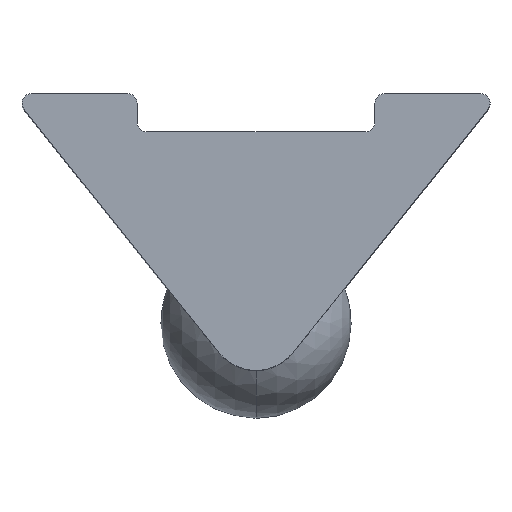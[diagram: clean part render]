
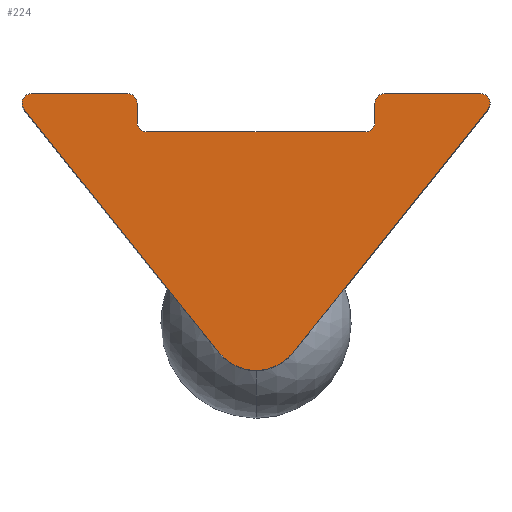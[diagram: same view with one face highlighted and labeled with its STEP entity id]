
A CAD part, top view. The second image highlights one B-rep face of the part: STEP entity #224.
In plain terms, the highlighted planar face has unit normal (0, 0, 1).
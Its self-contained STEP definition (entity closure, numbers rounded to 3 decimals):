
#4 = AXIS2_PLACEMENT_3D ( 'NONE', #134, #336, #63 ) ;
#16 = AXIS2_PLACEMENT_3D ( 'NONE', #444, #373, #239 ) ;
#27 = DIRECTION ( 'NONE',  ( 1., 0., 0. ) ) ;
#30 = CIRCLE ( 'NONE', #16, 0.2 ) ;
#34 = DIRECTION ( 'NONE',  ( 0., -1., 0. ) ) ;
#51 = CARTESIAN_POINT ( 'NONE',  ( 2.7, -0.2, 17.5 ) ) ;
#63 = DIRECTION ( 'NONE',  ( -1., 0., 0. ) ) ;
#79 = LINE ( 'NONE', #772, #175 ) ;
#82 = CIRCLE ( 'NONE', #248, 0.2 ) ;
#105 = VERTEX_POINT ( 'NONE', #507 ) ;
#132 = VERTEX_POINT ( 'NONE', #690 ) ;
#134 = CARTESIAN_POINT ( 'NONE',  ( 2.3, -0.6, 17.5 ) ) ;
#139 = ORIENTED_EDGE ( 'NONE', *, *, #452, .T. ) ;
#141 = EDGE_CURVE ( 'NONE', #328, #105, #663, .T. ) ;
#143 = EDGE_LOOP ( 'NONE', ( #726, #427, #183, #541, #563, #454, #263, #612, #646, #809, #196, #836, #139, #392, #308 ) ) ;
#146 = CARTESIAN_POINT ( 'NONE',  ( -4.72, 0., 17.5 ) ) ;
#147 = CIRCLE ( 'NONE', #832, 0.2 ) ;
#160 = CARTESIAN_POINT ( 'NONE',  ( 0., -4.82, 17.5 ) ) ;
#165 = LINE ( 'NONE', #325, #435 ) ;
#174 = CARTESIAN_POINT ( 'NONE',  ( 4.72, -0.2, 17.5 ) ) ;
#175 = VECTOR ( 'NONE', #645, 1000. ) ;
#179 = DIRECTION ( 'NONE',  ( 0., 0., 1. ) ) ;
#183 = ORIENTED_EDGE ( 'NONE', *, *, #261, .T. ) ;
#185 = EDGE_CURVE ( 'NONE', #354, #623, #596, .T. ) ;
#189 = DIRECTION ( 'NONE',  ( 0., 0., 1. ) ) ;
#192 = CARTESIAN_POINT ( 'NONE',  ( 2.5, -0.6, 17.5 ) ) ;
#196 = ORIENTED_EDGE ( 'NONE', *, *, #671, .T. ) ;
#197 = CARTESIAN_POINT ( 'NONE',  ( 2.5, -0.2, 17.5 ) ) ;
#200 = EDGE_CURVE ( 'NONE', #673, #546, #456, .T. ) ;
#215 = EDGE_CURVE ( 'NONE', #132, #254, #30, .T. ) ;
#217 = VERTEX_POINT ( 'NONE', #244 ) ;
#224 = ADVANCED_FACE ( 'NONE', ( #796 ), #707, .T. ) ;
#228 = AXIS2_PLACEMENT_3D ( 'NONE', #160, #629, #760 ) ;
#239 = DIRECTION ( 'NONE',  ( -1., 0., 0. ) ) ;
#240 = DIRECTION ( 'NONE',  ( 1., 0., 0. ) ) ;
#244 = CARTESIAN_POINT ( 'NONE',  ( 2.3, -0.8, 17.5 ) ) ;
#248 = AXIS2_PLACEMENT_3D ( 'NONE', #771, #369, #837 ) ;
#253 = CARTESIAN_POINT ( 'NONE',  ( -0.781, -5.444, 17.5 ) ) ;
#254 = VERTEX_POINT ( 'NONE', #453 ) ;
#261 = EDGE_CURVE ( 'NONE', #105, #673, #79, .T. ) ;
#263 = ORIENTED_EDGE ( 'NONE', *, *, #384, .T. ) ;
#279 = LINE ( 'NONE', #722, #828 ) ;
#289 = AXIS2_PLACEMENT_3D ( 'NONE', #174, #639, #302 ) ;
#300 = CIRCLE ( 'NONE', #4, 0.2 ) ;
#302 = DIRECTION ( 'NONE',  ( 1., 0., 0. ) ) ;
#303 = CARTESIAN_POINT ( 'NONE',  ( -4.92, -0.2, 17.5 ) ) ;
#308 = ORIENTED_EDGE ( 'NONE', *, *, #493, .T. ) ;
#312 = VECTOR ( 'NONE', #360, 1000. ) ;
#319 = AXIS2_PLACEMENT_3D ( 'NONE', #711, #782, #27 ) ;
#325 = CARTESIAN_POINT ( 'NONE',  ( -2.5, -0.2, 17.5 ) ) ;
#328 = VERTEX_POINT ( 'NONE', #253 ) ;
#333 = CARTESIAN_POINT ( 'NONE',  ( 4.876, -0.325, 17.5 ) ) ;
#336 = DIRECTION ( 'NONE',  ( 0., 0., -1. ) ) ;
#337 = EDGE_CURVE ( 'NONE', #842, #390, #584, .T. ) ;
#338 = AXIS2_PLACEMENT_3D ( 'NONE', #526, #715, #382 ) ;
#354 = VERTEX_POINT ( 'NONE', #395 ) ;
#360 = DIRECTION ( 'NONE',  ( -1., 0., 0. ) ) ;
#363 = EDGE_CURVE ( 'NONE', #546, #665, #615, .T. ) ;
#369 = DIRECTION ( 'NONE',  ( 0., 0., 1. ) ) ;
#373 = DIRECTION ( 'NONE',  ( 0., 0., 1. ) ) ;
#382 = DIRECTION ( 'NONE',  ( 1., 0., 0. ) ) ;
#384 = EDGE_CURVE ( 'NONE', #651, #672, #732, .T. ) ;
#390 = VERTEX_POINT ( 'NONE', #303 ) ;
#391 = CARTESIAN_POINT ( 'NONE',  ( 2.7, 0., 17.5 ) ) ;
#392 = ORIENTED_EDGE ( 'NONE', *, *, #337, .T. ) ;
#395 = CARTESIAN_POINT ( 'NONE',  ( -2.3, -0.8, 17.5 ) ) ;
#427 = ORIENTED_EDGE ( 'NONE', *, *, #141, .T. ) ;
#435 = VECTOR ( 'NONE', #539, 1000. ) ;
#444 = CARTESIAN_POINT ( 'NONE',  ( -2.7, -0.2, 17.5 ) ) ;
#452 = EDGE_CURVE ( 'NONE', #254, #842, #566, .T. ) ;
#453 = CARTESIAN_POINT ( 'NONE',  ( -2.7, 0., 17.5 ) ) ;
#454 = ORIENTED_EDGE ( 'NONE', *, *, #577, .T. ) ;
#456 = CIRCLE ( 'NONE', #319, 0.2 ) ;
#461 = LINE ( 'NONE', #737, #685 ) ;
#483 = DIRECTION ( 'NONE',  ( -1., 0., 0. ) ) ;
#493 = EDGE_CURVE ( 'NONE', #390, #512, #82, .T. ) ;
#507 = CARTESIAN_POINT ( 'NONE',  ( 0.781, -5.444, 17.5 ) ) ;
#512 = VERTEX_POINT ( 'NONE', #528 ) ;
#524 = AXIS2_PLACEMENT_3D ( 'NONE', #593, #189, #659 ) ;
#526 = CARTESIAN_POINT ( 'NONE',  ( -2.3, -0.6, 17.5 ) ) ;
#528 = CARTESIAN_POINT ( 'NONE',  ( -4.876, -0.325, 17.5 ) ) ;
#539 = DIRECTION ( 'NONE',  ( 0., 1., 0. ) ) ;
#541 = ORIENTED_EDGE ( 'NONE', *, *, #200, .T. ) ;
#544 = CARTESIAN_POINT ( 'NONE',  ( 2.7, 0., 17.5 ) ) ;
#546 = VERTEX_POINT ( 'NONE', #661 ) ;
#563 = ORIENTED_EDGE ( 'NONE', *, *, #363, .T. ) ;
#566 = LINE ( 'NONE', #766, #312 ) ;
#577 = EDGE_CURVE ( 'NONE', #665, #651, #147, .T. ) ;
#584 = CIRCLE ( 'NONE', #524, 0.2 ) ;
#591 = EDGE_CURVE ( 'NONE', #512, #328, #279, .T. ) ;
#593 = CARTESIAN_POINT ( 'NONE',  ( -4.72, -0.2, 17.5 ) ) ;
#596 = CIRCLE ( 'NONE', #338, 0.2 ) ;
#612 = ORIENTED_EDGE ( 'NONE', *, *, #634, .T. ) ;
#615 = LINE ( 'NONE', #391, #723 ) ;
#623 = VERTEX_POINT ( 'NONE', #667 ) ;
#629 = DIRECTION ( 'NONE',  ( 0., 0., 1. ) ) ;
#631 = CARTESIAN_POINT ( 'NONE',  ( 2.5, -0.6, 17.5 ) ) ;
#634 = EDGE_CURVE ( 'NONE', #672, #217, #300, .T. ) ;
#639 = DIRECTION ( 'NONE',  ( 0., 0., 1. ) ) ;
#645 = DIRECTION ( 'NONE',  ( 0.625, 0.781, 0. ) ) ;
#646 = ORIENTED_EDGE ( 'NONE', *, *, #775, .T. ) ;
#651 = VERTEX_POINT ( 'NONE', #197 ) ;
#659 = DIRECTION ( 'NONE',  ( 1., 0., 0. ) ) ;
#661 = CARTESIAN_POINT ( 'NONE',  ( 4.72, 0., 17.5 ) ) ;
#663 = CIRCLE ( 'NONE', #228, 1. ) ;
#665 = VERTEX_POINT ( 'NONE', #544 ) ;
#667 = CARTESIAN_POINT ( 'NONE',  ( -2.5, -0.6, 17.5 ) ) ;
#668 = VECTOR ( 'NONE', #34, 1000. ) ;
#671 = EDGE_CURVE ( 'NONE', #623, #132, #165, .T. ) ;
#672 = VERTEX_POINT ( 'NONE', #192 ) ;
#673 = VERTEX_POINT ( 'NONE', #333 ) ;
#685 = VECTOR ( 'NONE', #483, 1000. ) ;
#690 = CARTESIAN_POINT ( 'NONE',  ( -2.5, -0.2, 17.5 ) ) ;
#707 = PLANE ( 'NONE',  #289 ) ;
#711 = CARTESIAN_POINT ( 'NONE',  ( 4.72, -0.2, 17.5 ) ) ;
#715 = DIRECTION ( 'NONE',  ( 0., 0., -1. ) ) ;
#716 = DIRECTION ( 'NONE',  ( 0.625, -0.781, 0. ) ) ;
#722 = CARTESIAN_POINT ( 'NONE',  ( -4.876, -0.325, 17.5 ) ) ;
#723 = VECTOR ( 'NONE', #854, 1000. ) ;
#726 = ORIENTED_EDGE ( 'NONE', *, *, #591, .T. ) ;
#732 = LINE ( 'NONE', #631, #668 ) ;
#737 = CARTESIAN_POINT ( 'NONE',  ( -2.3, -0.8, 17.5 ) ) ;
#760 = DIRECTION ( 'NONE',  ( 1., 0., 0. ) ) ;
#766 = CARTESIAN_POINT ( 'NONE',  ( -4.72, 0., 17.5 ) ) ;
#771 = CARTESIAN_POINT ( 'NONE',  ( -4.72, -0.2, 17.5 ) ) ;
#772 = CARTESIAN_POINT ( 'NONE',  ( 0., -6.421, 17.5 ) ) ;
#775 = EDGE_CURVE ( 'NONE', #217, #354, #461, .T. ) ;
#782 = DIRECTION ( 'NONE',  ( 0., 0., 1. ) ) ;
#796 = FACE_OUTER_BOUND ( 'NONE', #143, .T. ) ;
#809 = ORIENTED_EDGE ( 'NONE', *, *, #185, .T. ) ;
#828 = VECTOR ( 'NONE', #716, 1000. ) ;
#832 = AXIS2_PLACEMENT_3D ( 'NONE', #51, #179, #240 ) ;
#836 = ORIENTED_EDGE ( 'NONE', *, *, #215, .T. ) ;
#837 = DIRECTION ( 'NONE',  ( 1., 0., 0. ) ) ;
#842 = VERTEX_POINT ( 'NONE', #146 ) ;
#854 = DIRECTION ( 'NONE',  ( -1., 0., 0. ) ) ;
